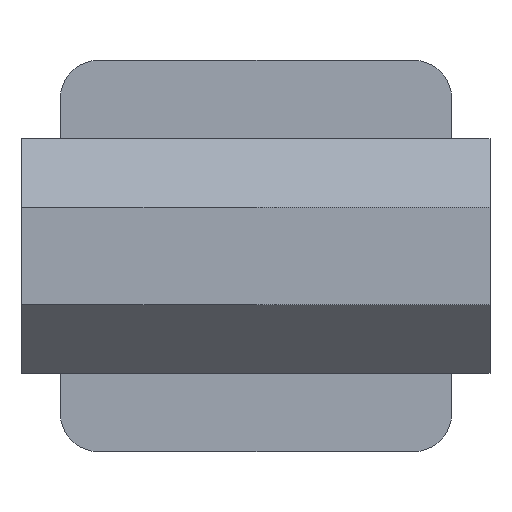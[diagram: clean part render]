
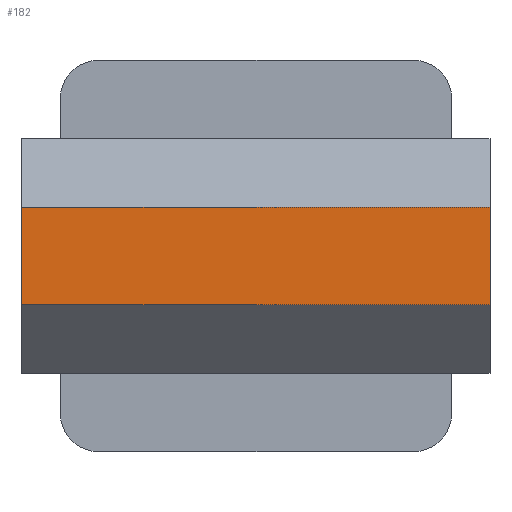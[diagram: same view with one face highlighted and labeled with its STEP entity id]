
A CAD part, front view. The second image highlights one B-rep face of the part: STEP entity #182.
In plain terms, the highlighted planar face has unit normal (0, -1, 0).
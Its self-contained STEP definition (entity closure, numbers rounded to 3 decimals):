
#9 = CARTESIAN_POINT ( 'NONE',  ( -55., -90.3, -11.5 ) ) ;
#160 = VERTEX_POINT ( 'NONE', #350 ) ;
#182 = ADVANCED_FACE ( 'NONE', ( #186 ), #562, .F. ) ;
#186 = FACE_OUTER_BOUND ( 'NONE', #1820, .T. ) ;
#192 = DIRECTION ( 'NONE',  ( 0., 0., -1. ) ) ;
#274 = EDGE_CURVE ( 'NONE', #1535, #160, #552, .T. ) ;
#350 = CARTESIAN_POINT ( 'NONE',  ( -55., -90.3, -11.5 ) ) ;
#378 = LINE ( 'NONE', #2188, #1028 ) ;
#384 = VECTOR ( 'NONE', #2120, 1000. ) ;
#417 = AXIS2_PLACEMENT_3D ( 'NONE', #2194, #952, #1468 ) ;
#476 = CARTESIAN_POINT ( 'NONE',  ( 55., -90.3, 11.5 ) ) ;
#516 = VERTEX_POINT ( 'NONE', #1221 ) ;
#552 = LINE ( 'NONE', #9, #839 ) ;
#562 = PLANE ( 'NONE',  #417 ) ;
#631 = EDGE_CURVE ( 'NONE', #2201, #516, #378, .T. ) ;
#839 = VECTOR ( 'NONE', #930, 1000. ) ;
#909 = EDGE_CURVE ( 'NONE', #516, #160, #1396, .T. ) ;
#930 = DIRECTION ( 'NONE',  ( 0., 0., -1. ) ) ;
#952 = DIRECTION ( 'NONE',  ( 0., 1., 0. ) ) ;
#963 = ORIENTED_EDGE ( 'NONE', *, *, #909, .F. ) ;
#967 = CARTESIAN_POINT ( 'NONE',  ( -55., -90.3, 11.5 ) ) ;
#1026 = ORIENTED_EDGE ( 'NONE', *, *, #1320, .T. ) ;
#1028 = VECTOR ( 'NONE', #192, 1000. ) ;
#1221 = CARTESIAN_POINT ( 'NONE',  ( 55., -90.3, -11.5 ) ) ;
#1320 = EDGE_CURVE ( 'NONE', #2201, #1535, #1383, .T. ) ;
#1356 = CARTESIAN_POINT ( 'NONE',  ( 55., -90.3, -11.5 ) ) ;
#1383 = LINE ( 'NONE', #476, #1457 ) ;
#1396 = LINE ( 'NONE', #1356, #384 ) ;
#1457 = VECTOR ( 'NONE', #1926, 1000. ) ;
#1468 = DIRECTION ( 'NONE',  ( 0., 0., 1. ) ) ;
#1535 = VERTEX_POINT ( 'NONE', #967 ) ;
#1579 = ORIENTED_EDGE ( 'NONE', *, *, #274, .T. ) ;
#1635 = CARTESIAN_POINT ( 'NONE',  ( 55., -90.3, 11.5 ) ) ;
#1820 = EDGE_LOOP ( 'NONE', ( #1026, #1579, #963, #2224 ) ) ;
#1926 = DIRECTION ( 'NONE',  ( -1., 0., 0. ) ) ;
#2120 = DIRECTION ( 'NONE',  ( -1., 0., 0. ) ) ;
#2188 = CARTESIAN_POINT ( 'NONE',  ( 55., -90.3, -11.5 ) ) ;
#2194 = CARTESIAN_POINT ( 'NONE',  ( 55., -90.3, -11.5 ) ) ;
#2201 = VERTEX_POINT ( 'NONE', #1635 ) ;
#2224 = ORIENTED_EDGE ( 'NONE', *, *, #631, .F. ) ;
